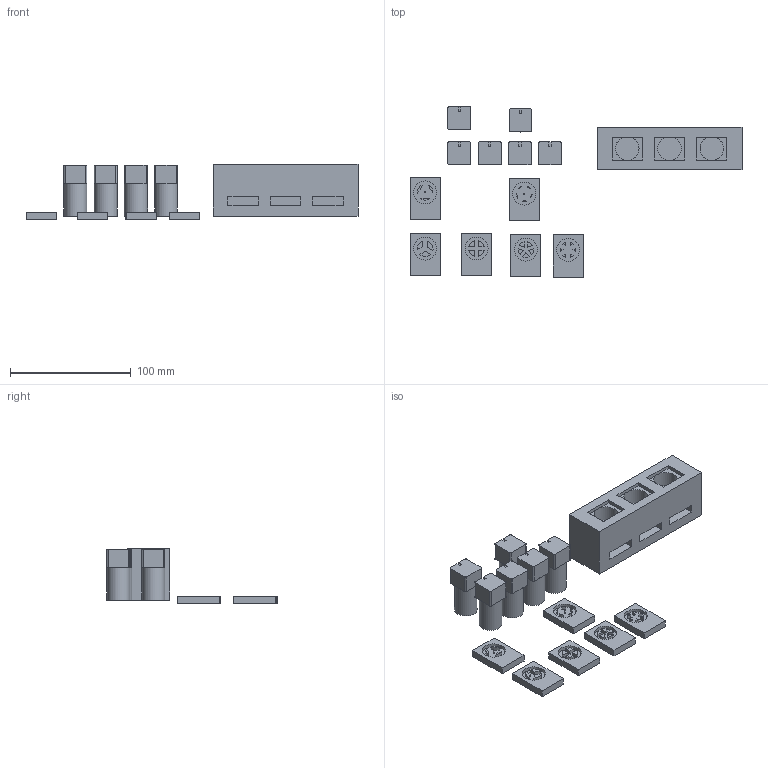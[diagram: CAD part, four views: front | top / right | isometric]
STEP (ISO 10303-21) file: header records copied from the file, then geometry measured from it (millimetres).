
FILE_DESCRIPTION(/* description */ (''),/* implementation_level */ '2;1');
FILE_NAME(/* name */ 'Modules.step',/* time_stamp */ '2026-02-06T10:56:51+03:00',/* author */ (''),/* organization */ (''),/* preprocessor_version */ 'ST-DEVELOPER v20.1',/* originating_system */ 'Autodesk Translation Framework v14.21.0.0',/* authorisation */ '');
FILE_SCHEMA (('AUTOMOTIVE_DESIGN { 1 0 10303 214 3 1 1 }'));
Length unit declared in the file: millimetre
Products named in the file (14): Modules; Shape3; Lines4; Lines3; Lines6; Shape5; Lines5; DiscLines4; DiscShape3; DiscLines6; DiscLines3; DiscShape5; DiscLines5; ModulesBoxBase
Assembly tree (13 placements, depth 2):
  Modules
    Shape3
    Lines4
    Lines3
    Lines6
    Shape5
    Lines5
    DiscLines4
    DiscShape3
    DiscLines6
    DiscLines3
    DiscShape5
    DiscLines5
    ModulesBoxBase
Bounding box: 274.95 x 140.84 x 46 mm (x, y, z)
Volume: 242399.1 mm3; surface area: 70363.4 mm2
Topology: 13 solids, 13 shells, 451 faces, 1013 edges, 635 vertices
Faces by surface type: plane 324, cylinder 127
Full cylindrical faces by diameter (mm): 1 x2, 3 x2, 19 x12, 19.5 x3
Entity records: 12864 total; most frequent: DIRECTION 2251, CARTESIAN_POINT 2123, ORIENTED_EDGE 2022, EDGE_CURVE 1011, AXIS2_PLACEMENT_3D 762, LINE 727, VECTOR 727, VERTEX_POINT 634
